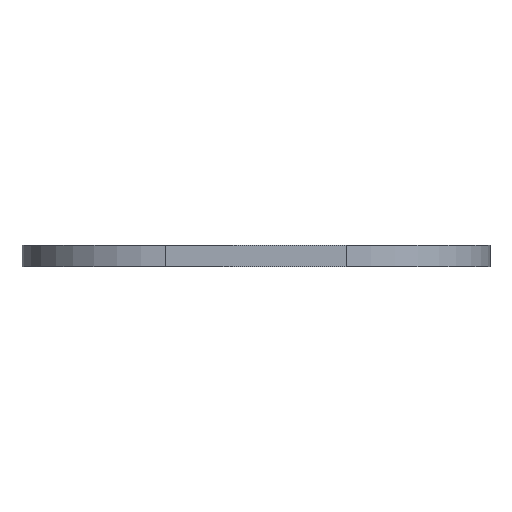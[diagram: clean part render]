
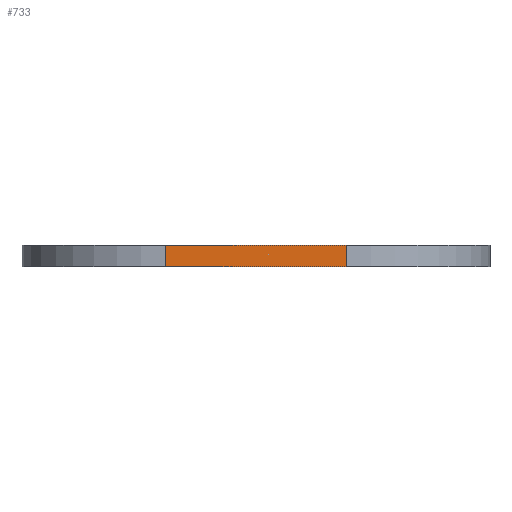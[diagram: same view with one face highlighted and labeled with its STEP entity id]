
A CAD part, left-side view. The second image highlights one B-rep face of the part: STEP entity #733.
In plain terms, the highlighted planar face has unit normal (-1, 0, 0).
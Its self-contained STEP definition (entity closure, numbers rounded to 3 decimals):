
#67=PLANE('',#837);
#101=FACE_OUTER_BOUND('',#183,.T.);
#183=EDGE_LOOP('',(#665,#666,#667,#668));
#206=LINE('',#1190,#246);
#207=LINE('',#1196,#247);
#216=LINE('',#1222,#256);
#217=LINE('',#1232,#257);
#246=VECTOR('',#988,10.);
#247=VECTOR('',#993,10.);
#256=VECTOR('',#1018,10.);
#257=VECTOR('',#1029,10.);
#362=VERTEX_POINT('',#1184);
#364=VERTEX_POINT('',#1188);
#365=VERTEX_POINT('',#1192);
#367=VERTEX_POINT('',#1195);
#448=EDGE_CURVE('',#362,#364,#206,.T.);
#450=EDGE_CURVE('',#365,#367,#207,.T.);
#464=EDGE_CURVE('',#367,#364,#216,.T.);
#469=EDGE_CURVE('',#362,#365,#217,.T.);
#665=ORIENTED_EDGE('',*,*,#448,.T.);
#666=ORIENTED_EDGE('',*,*,#464,.F.);
#667=ORIENTED_EDGE('',*,*,#450,.F.);
#668=ORIENTED_EDGE('',*,*,#469,.F.);
#733=ADVANCED_FACE('',(#101),#67,.T.);
#837=AXIS2_PLACEMENT_3D('',#1254,#1057,#1058);
#988=DIRECTION('',(0.,0.,1.));
#993=DIRECTION('',(0.,0.,1.));
#1018=DIRECTION('',(0.,-1.,0.));
#1029=DIRECTION('',(0.,1.,0.));
#1057=DIRECTION('center_axis',(-1.,0.,0.));
#1058=DIRECTION('ref_axis',(0.,-1.,0.));
#1184=CARTESIAN_POINT('',(-55.74,-12.5,0.));
#1188=CARTESIAN_POINT('',(-55.74,-12.5,3.));
#1190=CARTESIAN_POINT('',(-55.74,-12.5,3.));
#1192=CARTESIAN_POINT('',(-55.74,12.5,0.));
#1195=CARTESIAN_POINT('',(-55.74,12.5,3.));
#1196=CARTESIAN_POINT('',(-55.74,12.5,3.));
#1222=CARTESIAN_POINT('',(-55.74,-32.5,3.));
#1232=CARTESIAN_POINT('',(-55.74,-32.5,0.));
#1254=CARTESIAN_POINT('Origin',(-55.74,32.5,0.));
